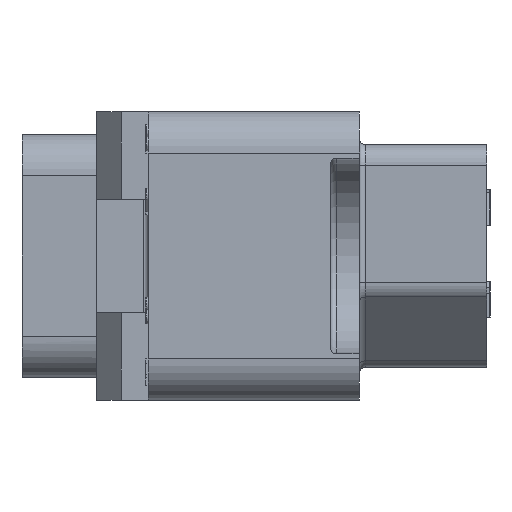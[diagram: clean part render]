
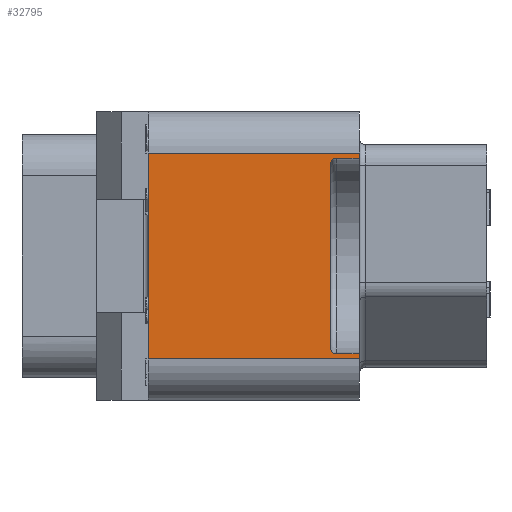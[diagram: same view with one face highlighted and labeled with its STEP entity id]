
A CAD part, left-side view. The second image highlights one B-rep face of the part: STEP entity #32795.
In plain terms, the highlighted planar face has unit normal (-1, 0, 0).
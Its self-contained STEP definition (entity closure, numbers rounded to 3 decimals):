
#851=DIRECTION('',(0.,0.,-1.));
#852=VECTOR('',#851,10.);
#853=CARTESIAN_POINT('',(-40.,10.25,5.));
#854=LINE('',#853,#852);
#1392=DIRECTION('',(0.,-1.,0.));
#1393=VECTOR('',#1392,10.25);
#1394=CARTESIAN_POINT('',(-40.,10.25,5.));
#1395=LINE('',#1394,#1393);
#1720=DIRECTION('',(0.,1.,0.));
#1721=VECTOR('',#1720,10.25);
#1722=CARTESIAN_POINT('',(-40.,0.,-5.));
#1723=LINE('',#1722,#1721);
#1729=DIRECTION('',(0.,0.,1.));
#1730=VECTOR('',#1729,8.9);
#1731=CARTESIAN_POINT('',(-40.,1.4,-4.45));
#1732=LINE('',#1731,#1730);
#1733=DIRECTION('',(0.,1.,0.));
#1734=VECTOR('',#1733,1.1);
#1735=CARTESIAN_POINT('',(-40.,0.,-4.75));
#1736=LINE('',#1735,#1734);
#1737=DIRECTION('',(0.,0.,-1.));
#1738=VECTOR('',#1737,0.25);
#1739=CARTESIAN_POINT('',(-40.,0.,-4.75));
#1740=LINE('',#1739,#1738);
#1741=DIRECTION('',(0.,0.,-1.));
#1742=VECTOR('',#1741,0.25);
#1743=CARTESIAN_POINT('',(-40.,0.,5.));
#1744=LINE('',#1743,#1742);
#1745=DIRECTION('',(0.,1.,0.));
#1746=VECTOR('',#1745,1.1);
#1747=CARTESIAN_POINT('',(-40.,0.,4.75));
#1748=LINE('',#1747,#1746);
#1772=CARTESIAN_POINT('',(-40.,1.1,-4.45));
#1773=DIRECTION('',(1.,0.,0.));
#1774=DIRECTION('',(0.,0.,-1.));
#1775=AXIS2_PLACEMENT_3D('',#1772,#1773,#1774);
#1796=CARTESIAN_POINT('',(-40.,1.1,4.45));
#1797=DIRECTION('',(1.,0.,0.));
#1798=DIRECTION('',(0.,1.,0.));
#1799=AXIS2_PLACEMENT_3D('',#1796,#1797,#1798);
#25249=CARTESIAN_POINT('',(-40.,0.,5.));
#25250=VERTEX_POINT('',#25249);
#25251=CARTESIAN_POINT('',(-40.,10.25,5.));
#25252=VERTEX_POINT('',#25251);
#25257=CARTESIAN_POINT('',(-40.,10.25,-5.));
#25258=VERTEX_POINT('',#25257);
#25259=CARTESIAN_POINT('',(-40.,0.,-5.));
#25260=VERTEX_POINT('',#25259);
#25269=CARTESIAN_POINT('',(-40.,0.,-4.75));
#25271=VERTEX_POINT('',#25269);
#25275=CARTESIAN_POINT('',(-40.,0.,4.75));
#25276=VERTEX_POINT('',#25275);
#25486=CARTESIAN_POINT('',(-40.,1.4,-4.45));
#25488=VERTEX_POINT('',#25486);
#25490=CARTESIAN_POINT('',(-40.,1.1,-4.75));
#25492=VERTEX_POINT('',#25490);
#25497=CARTESIAN_POINT('',(-40.,1.4,4.45));
#25498=VERTEX_POINT('',#25497);
#25499=CARTESIAN_POINT('',(-40.,1.1,4.75));
#25500=VERTEX_POINT('',#25499);
#32773=CARTESIAN_POINT('',(-40.,0.,7.));
#32774=DIRECTION('',(-1.,0.,0.));
#32775=DIRECTION('',(0.,1.,0.));
#32776=AXIS2_PLACEMENT_3D('',#32773,#32774,#32775);
#32777=PLANE('',#32776);
#32779=ORIENTED_EDGE('',*,*,#32778,.F.);
#32781=ORIENTED_EDGE('',*,*,#32780,.F.);
#32783=ORIENTED_EDGE('',*,*,#32782,.F.);
#32784=ORIENTED_EDGE('',*,*,#32301,.T.);
#32785=ORIENTED_EDGE('',*,*,#32767,.T.);
#32786=ORIENTED_EDGE('',*,*,#31972,.F.);
#32787=ORIENTED_EDGE('',*,*,#32278,.T.);
#32788=ORIENTED_EDGE('',*,*,#32309,.T.);
#32790=ORIENTED_EDGE('',*,*,#32789,.T.);
#32792=ORIENTED_EDGE('',*,*,#32791,.F.);
#32793=EDGE_LOOP('',(#32779,#32781,#32783,#32784,#32785,#32786,#32787,#32788,
#32790,#32792));
#32794=FACE_OUTER_BOUND('',#32793,.F.);
#32795=ADVANCED_FACE('',(#32794),#32777,.T.);
#1776=CIRCLE('',#1775,0.3);
#1800=CIRCLE('',#1799,0.3);
#31972=EDGE_CURVE('',#25252,#25258,#854,.T.);
#32278=EDGE_CURVE('',#25252,#25250,#1395,.T.);
#32301=EDGE_CURVE('',#25271,#25260,#1740,.T.);
#32309=EDGE_CURVE('',#25250,#25276,#1744,.T.);
#32767=EDGE_CURVE('',#25260,#25258,#1723,.T.);
#32778=EDGE_CURVE('',#25488,#25498,#1732,.T.);
#32780=EDGE_CURVE('',#25492,#25488,#1776,.T.);
#32782=EDGE_CURVE('',#25271,#25492,#1736,.T.);
#32789=EDGE_CURVE('',#25276,#25500,#1748,.T.);
#32791=EDGE_CURVE('',#25498,#25500,#1800,.T.);
